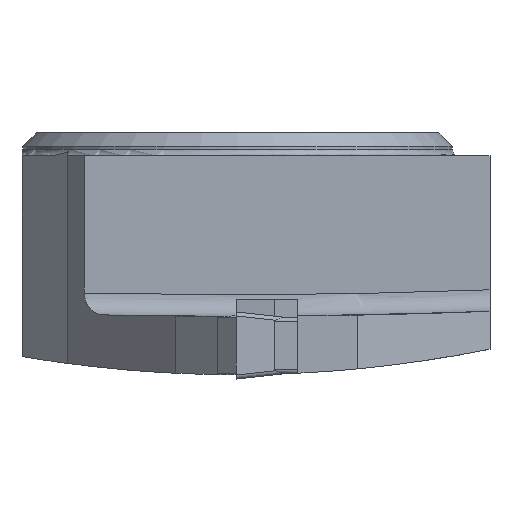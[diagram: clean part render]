
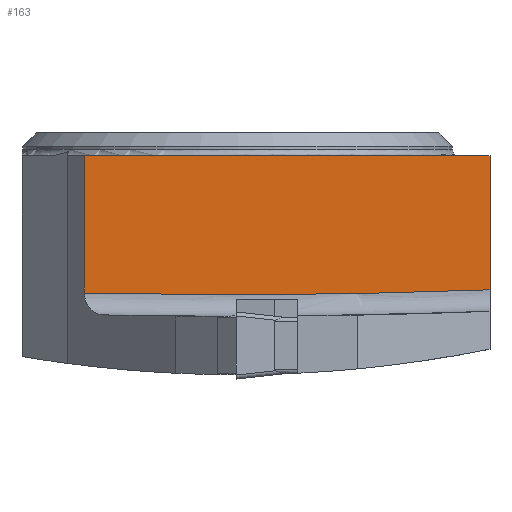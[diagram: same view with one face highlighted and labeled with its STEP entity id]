
A CAD part, left-side view. The second image highlights one B-rep face of the part: STEP entity #163.
In plain terms, the highlighted planar face has unit normal (-1, 0, 0).
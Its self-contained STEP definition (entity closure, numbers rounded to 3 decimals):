
#112=PLANE('',#1347);
#163=ADVANCED_FACE('CL_R_SU3',(#235),#112,.F.);
#235=FACE_OUTER_BOUND('',#296,.T.);
#296=EDGE_LOOP('',(#689,#690,#691,#692));
#410=LINE('',#1909,#515);
#415=LINE('',#1993,#520);
#416=LINE('',#1994,#521);
#515=VECTOR('',#1503,1.);
#520=VECTOR('',#1522,1.);
#521=VECTOR('',#1523,1.);
#689=ORIENTED_EDGE('',*,*,#1122,.F.);
#690=ORIENTED_EDGE('',*,*,#1121,.T.);
#691=ORIENTED_EDGE('',*,*,#1123,.T.);
#692=ORIENTED_EDGE('',*,*,#1108,.F.);
#985=VERTEX_POINT('',#1908);
#986=VERTEX_POINT('',#1910);
#989=VERTEX_POINT('',#1936);
#995=VERTEX_POINT('',#1990);
#1108=EDGE_CURVE('',#985,#986,#410,.T.);
#1121=EDGE_CURVE('',#989,#995,#1236,.T.);
#1122=EDGE_CURVE('',#989,#985,#415,.T.);
#1123=EDGE_CURVE('',#995,#986,#416,.T.);
#1236=CIRCLE('',#1345,483.925);
#1345=AXIS2_PLACEMENT_3D('',#1991,#1518,#1519);
#1347=AXIS2_PLACEMENT_3D('',#1995,#1524,#1525);
#1503=DIRECTION('',(0.,-1.,0.));
#1518=DIRECTION('',(-1.,0.,0.));
#1519=DIRECTION('',(0.,-1.,0.));
#1522=DIRECTION('',(0.,0.,1.));
#1523=DIRECTION('',(0.,0.,1.));
#1524=DIRECTION('',(1.,0.,0.));
#1525=DIRECTION('',(0.,-1.,0.));
#1908=CARTESIAN_POINT('',(-21.5,11.397,-1.375));
#1909=CARTESIAN_POINT('',(-21.5,0.,-1.375));
#1910=CARTESIAN_POINT('',(-21.5,-18.8,-1.375));
#1936=CARTESIAN_POINT('',(-21.5,11.397,-11.593));
#1990=CARTESIAN_POINT('',(-21.5,-18.8,-11.356));
#1991=CARTESIAN_POINT('',(-21.5,0.1,472.2));
#1993=CARTESIAN_POINT('',(-21.5,11.397,-110.924));
#1994=CARTESIAN_POINT('',(-21.5,-18.8,-110.924));
#1995=CARTESIAN_POINT('',(-21.5,0.1,-110.924));
